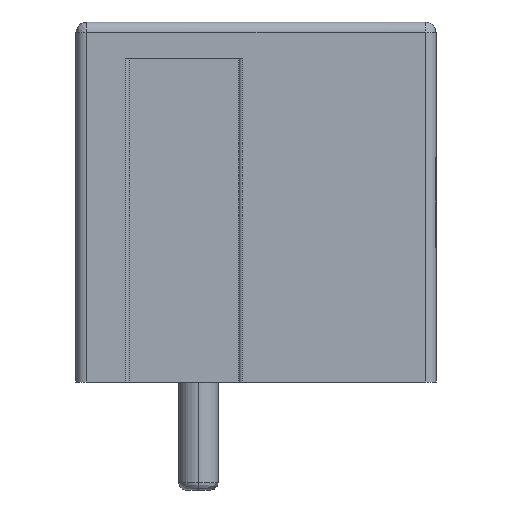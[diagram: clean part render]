
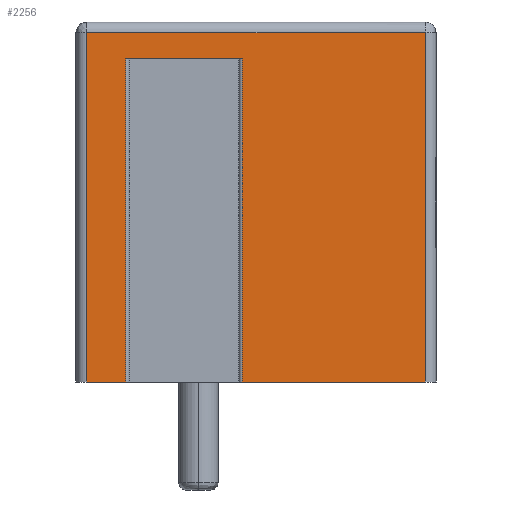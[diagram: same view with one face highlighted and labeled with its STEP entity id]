
A CAD part, left-side view. The second image highlights one B-rep face of the part: STEP entity #2256.
In plain terms, the highlighted planar face has unit normal (-1, 0, 0).
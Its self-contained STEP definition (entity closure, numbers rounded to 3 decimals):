
#2234=AXIS2_PLACEMENT_3D('Plane Axis2P3D',#2231,#2232,#2233) ;
#272=CARTESIAN_POINT('Vertex',(-2.875,-3.95,9.7)) ;
#275=CARTESIAN_POINT('Line Origine',(-2.875,-3.95,10.)) ;
#279=CARTESIAN_POINT('Vertex',(-2.875,-3.95,0.)) ;
#1323=CARTESIAN_POINT('Vertex',(-2.875,5.45,9.7)) ;
#1330=CARTESIAN_POINT('Vertex',(-2.875,5.45,0.)) ;
#1333=CARTESIAN_POINT('Line Origine',(-2.875,5.45,10.)) ;
#1357=CARTESIAN_POINT('Vertex',(-2.875,4.373,9.)) ;
#1360=CARTESIAN_POINT('Line Origine',(-2.875,4.373,10.)) ;
#1364=CARTESIAN_POINT('Vertex',(-2.875,4.373,0.)) ;
#1510=CARTESIAN_POINT('Vertex',(-2.875,1.127,9.)) ;
#1517=CARTESIAN_POINT('Vertex',(-2.875,1.127,0.)) ;
#1520=CARTESIAN_POINT('Line Origine',(-2.875,1.127,0.)) ;
#1806=CARTESIAN_POINT('Line Origine',(-2.875,2.75,9.)) ;
#2025=CARTESIAN_POINT('Line Origine',(-2.875,0.,9.7)) ;
#2231=CARTESIAN_POINT('Axis2P3D Location',(-2.875,-5.75,10.)) ;
#2236=CARTESIAN_POINT('Line Origine',(-2.875,-1.412,0.)) ;
#2241=CARTESIAN_POINT('Line Origine',(-2.875,4.912,0.)) ;
#276=DIRECTION('Vector Direction',(0.,0.,1.)) ;
#1334=DIRECTION('Vector Direction',(0.,0.,-1.)) ;
#1361=DIRECTION('Vector Direction',(0.,0.,-1.)) ;
#1521=DIRECTION('Vector Direction',(0.,0.,-1.)) ;
#1807=DIRECTION('Vector Direction',(0.,1.,0.)) ;
#2026=DIRECTION('Vector Direction',(0.,1.,0.)) ;
#2232=DIRECTION('Axis2P3D Direction',(1.,0.,0.)) ;
#2233=DIRECTION('Axis2P3D XDirection',(0.,0.,-1.)) ;
#2237=DIRECTION('Vector Direction',(0.,-1.,0.)) ;
#2242=DIRECTION('Vector Direction',(0.,-1.,0.)) ;
#277=VECTOR('Line Direction',#276,1.) ;
#1335=VECTOR('Line Direction',#1334,1.) ;
#1362=VECTOR('Line Direction',#1361,1.) ;
#1522=VECTOR('Line Direction',#1521,1.) ;
#1808=VECTOR('Line Direction',#1807,1.) ;
#2027=VECTOR('Line Direction',#2026,1.) ;
#2238=VECTOR('Line Direction',#2237,1.) ;
#2243=VECTOR('Line Direction',#2242,1.) ;
#2247=ORIENTED_EDGE('',*,*,#1524,.F.) ;
#2248=ORIENTED_EDGE('',*,*,#2240,.T.) ;
#2249=ORIENTED_EDGE('',*,*,#281,.F.) ;
#2250=ORIENTED_EDGE('',*,*,#2029,.F.) ;
#2251=ORIENTED_EDGE('',*,*,#1337,.F.) ;
#2252=ORIENTED_EDGE('',*,*,#2245,.T.) ;
#2253=ORIENTED_EDGE('',*,*,#1366,.F.) ;
#2254=ORIENTED_EDGE('',*,*,#1810,.F.) ;
#2256=ADVANCED_FACE('Imported1',(#2255),#2235,.F.) ;
#281=EDGE_CURVE('',#273,#280,#278,.F.) ;
#1337=EDGE_CURVE('',#1331,#1324,#1336,.F.) ;
#1366=EDGE_CURVE('',#1358,#1365,#1363,.T.) ;
#1524=EDGE_CURVE('',#1518,#1511,#1523,.F.) ;
#1810=EDGE_CURVE('',#1511,#1358,#1809,.T.) ;
#2029=EDGE_CURVE('',#1324,#273,#2028,.F.) ;
#2240=EDGE_CURVE('',#1518,#280,#2239,.T.) ;
#2245=EDGE_CURVE('',#1331,#1365,#2244,.T.) ;
#2246=EDGE_LOOP('',(#2247,#2248,#2249,#2250,#2251,#2252,#2253,#2254)) ;
#2255=FACE_OUTER_BOUND('',#2246,.T.) ;
#278=LINE('Line',#275,#277) ;
#1336=LINE('Line',#1333,#1335) ;
#1363=LINE('Line',#1360,#1362) ;
#1523=LINE('Line',#1520,#1522) ;
#1809=LINE('Line',#1806,#1808) ;
#2028=LINE('Line',#2025,#2027) ;
#2239=LINE('Line',#2236,#2238) ;
#2244=LINE('Line',#2241,#2243) ;
#2235=PLANE('',#2234) ;
#273=VERTEX_POINT('',#272) ;
#280=VERTEX_POINT('',#279) ;
#1324=VERTEX_POINT('',#1323) ;
#1331=VERTEX_POINT('',#1330) ;
#1358=VERTEX_POINT('',#1357) ;
#1365=VERTEX_POINT('',#1364) ;
#1511=VERTEX_POINT('',#1510) ;
#1518=VERTEX_POINT('',#1517) ;
